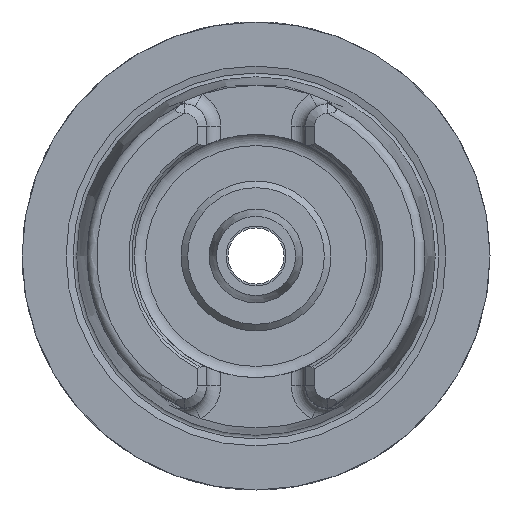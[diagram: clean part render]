
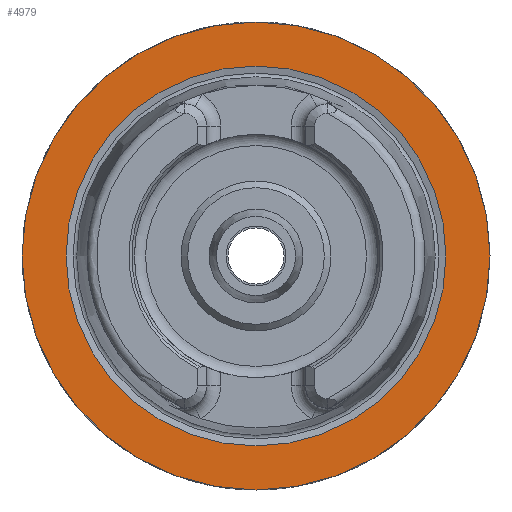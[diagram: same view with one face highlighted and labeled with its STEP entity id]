
A CAD part, left-side view. The second image highlights one B-rep face of the part: STEP entity #4979.
In plain terms, the highlighted planar face has unit normal (-1, 0, 0).
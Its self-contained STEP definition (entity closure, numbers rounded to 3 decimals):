
#4491=CARTESIAN_POINT('',(0.0,25.,0.0));
#4492=VERTEX_POINT('',#4491);
#4493=CARTESIAN_POINT('',(0.0,0.0,0.0));
#4494=DIRECTION('',(1.0,0.0,0.0));
#4495=DIRECTION('',(0.0,1.0,0.0));
#4496=AXIS2_PLACEMENT_3D('',#4493,#4494,#4495);
#4497=CIRCLE('',#4496,25.);
#4498=EDGE_CURVE('',#4492,#4492,#4497,.T.);
#4953=CARTESIAN_POINT('',(0.0,20.296,0.0));
#4954=VERTEX_POINT('',#4953);
#4955=CARTESIAN_POINT('',(0.0,0.0,0.0));
#4956=DIRECTION('',(1.0,0.0,0.0));
#4957=DIRECTION('',(0.0,1.0,0.0));
#4958=AXIS2_PLACEMENT_3D('',#4955,#4956,#4957);
#4959=CIRCLE('',#4958,20.296);
#4960=EDGE_CURVE('',#4954,#4954,#4959,.T.);
#4968=CARTESIAN_POINT('',(0.0,22.648,0.0));
#4969=DIRECTION('',(-1.0,0.0,0.0));
#4970=DIRECTION('',(0.0,0.0,1.0));
#4971=AXIS2_PLACEMENT_3D('',#4968,#4969,#4970);
#4972=PLANE('',#4971);
#4973=ORIENTED_EDGE('',*,*,#4498,.F.);
#4974=EDGE_LOOP('',(#4973));
#4975=FACE_OUTER_BOUND('',#4974,.T.);
#4976=ORIENTED_EDGE('',*,*,#4960,.T.);
#4977=EDGE_LOOP('',(#4976));
#4978=FACE_BOUND('',#4977,.T.);
#4979=ADVANCED_FACE('',(#4975,#4978),#4972,.T.);
